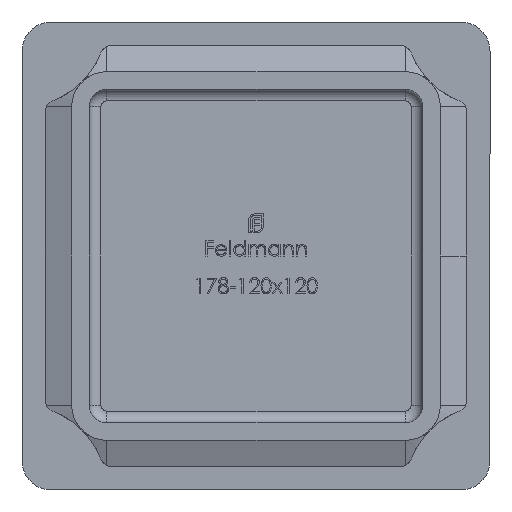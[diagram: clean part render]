
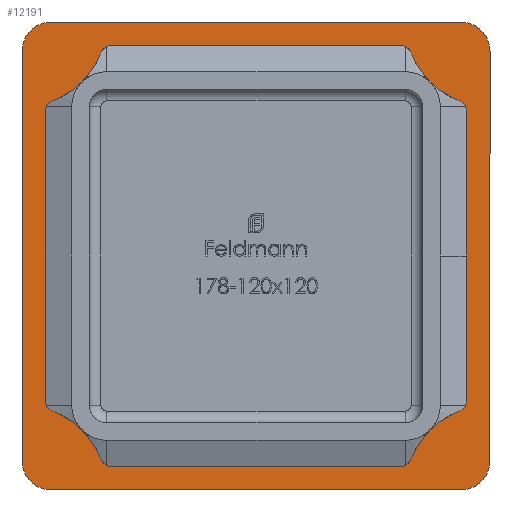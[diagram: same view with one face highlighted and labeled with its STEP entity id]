
A CAD part, front view. The second image highlights one B-rep face of the part: STEP entity #12191.
In plain terms, the highlighted planar face has unit normal (0, -1, 0).
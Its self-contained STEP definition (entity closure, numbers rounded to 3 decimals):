
#64 = CIRCLE ( 'NONE', #9661, 3. ) ;
#87 = EDGE_LOOP ( 'NONE', ( #8318, #13751, #4869, #17257, #1641, #6243, #17477, #7259 ) ) ;
#113 = VERTEX_POINT ( 'NONE', #15750 ) ;
#159 = VECTOR ( 'NONE', #5294, 1000. ) ;
#294 = DIRECTION ( 'NONE',  ( 0., 0., 1. ) ) ;
#416 = CARTESIAN_POINT ( 'NONE',  ( 12.75, 0., -15.75 ) ) ;
#454 = CARTESIAN_POINT ( 'NONE',  ( -17.5, 0., -20. ) ) ;
#1344 = CARTESIAN_POINT ( 'NONE',  ( 0., 0., 0. ) ) ;
#1430 = CIRCLE ( 'NONE', #15766, 3. ) ;
#1509 = EDGE_CURVE ( 'NONE', #7798, #14182, #19263, .T. ) ;
#1550 = CARTESIAN_POINT ( 'NONE',  ( 15.75, 0., -12.75 ) ) ;
#1626 = AXIS2_PLACEMENT_3D ( 'NONE', #16060, #8204, #3688 ) ;
#1641 = ORIENTED_EDGE ( 'NONE', *, *, #12803, .F. ) ;
#1654 = ORIENTED_EDGE ( 'NONE', *, *, #4628, .F. ) ;
#1789 = DIRECTION ( 'NONE',  ( 1., 0., 0. ) ) ;
#2086 = CARTESIAN_POINT ( 'NONE',  ( 20., 0., -20. ) ) ;
#2207 = ORIENTED_EDGE ( 'NONE', *, *, #5235, .F. ) ;
#2731 = VECTOR ( 'NONE', #18360, 1000. ) ;
#3089 = DIRECTION ( 'NONE',  ( 0., 0., 1. ) ) ;
#3095 = CARTESIAN_POINT ( 'NONE',  ( 20., 0., -17.5 ) ) ;
#3246 = CARTESIAN_POINT ( 'NONE',  ( -12.75, 0., 15.75 ) ) ;
#3287 = EDGE_CURVE ( 'NONE', #113, #15957, #10605, .T. ) ;
#3342 = DIRECTION ( 'NONE',  ( 0., -1., 0. ) ) ;
#3384 = ORIENTED_EDGE ( 'NONE', *, *, #3287, .F. ) ;
#3624 = CARTESIAN_POINT ( 'NONE',  ( -15.75, 0., -12.75 ) ) ;
#3688 = DIRECTION ( 'NONE',  ( 0., 0., 1. ) ) ;
#4031 = DIRECTION ( 'NONE',  ( 0., 0., -1. ) ) ;
#4240 = CARTESIAN_POINT ( 'NONE',  ( -20., 0., -20. ) ) ;
#4599 = AXIS2_PLACEMENT_3D ( 'NONE', #4780, #15787, #6346 ) ;
#4628 = EDGE_CURVE ( 'NONE', #9858, #17152, #12864, .T. ) ;
#4716 = CARTESIAN_POINT ( 'NONE',  ( 17.5, 0., -20. ) ) ;
#4733 = LINE ( 'NONE', #2086, #4984 ) ;
#4780 = CARTESIAN_POINT ( 'NONE',  ( 12.75, 0., 12.75 ) ) ;
#4869 = ORIENTED_EDGE ( 'NONE', *, *, #16794, .F. ) ;
#4984 = VECTOR ( 'NONE', #10144, 1000. ) ;
#5185 = VERTEX_POINT ( 'NONE', #3624 ) ;
#5235 = EDGE_CURVE ( 'NONE', #15957, #7506, #64, .T. ) ;
#5294 = DIRECTION ( 'NONE',  ( 0., 0., -1. ) ) ;
#5412 = ORIENTED_EDGE ( 'NONE', *, *, #11589, .F. ) ;
#5648 = VERTEX_POINT ( 'NONE', #1550 ) ;
#5804 = CIRCLE ( 'NONE', #19522, 2.5 ) ;
#5879 = VECTOR ( 'NONE', #11835, 1000. ) ;
#5993 = CARTESIAN_POINT ( 'NONE',  ( 17.5, 0., 20. ) ) ;
#6103 = PLANE ( 'NONE',  #20317 ) ;
#6190 = DIRECTION ( 'NONE',  ( 0., -1., 0. ) ) ;
#6213 = VECTOR ( 'NONE', #12747, 1000. ) ;
#6243 = ORIENTED_EDGE ( 'NONE', *, *, #8558, .T. ) ;
#6346 = DIRECTION ( 'NONE',  ( 0., 0., 1. ) ) ;
#6393 = VECTOR ( 'NONE', #12737, 1000. ) ;
#6785 = DIRECTION ( 'NONE',  ( 0., -1., 0. ) ) ;
#7259 = ORIENTED_EDGE ( 'NONE', *, *, #13120, .T. ) ;
#7506 = VERTEX_POINT ( 'NONE', #13008 ) ;
#7798 = VERTEX_POINT ( 'NONE', #17235 ) ;
#8053 = CARTESIAN_POINT ( 'NONE',  ( -17.5, 0., 20. ) ) ;
#8204 = DIRECTION ( 'NONE',  ( 0., -1., 0. ) ) ;
#8318 = ORIENTED_EDGE ( 'NONE', *, *, #17791, .F. ) ;
#8361 = DIRECTION ( 'NONE',  ( 0., 0., 1. ) ) ;
#8369 = EDGE_CURVE ( 'NONE', #16935, #11918, #17691, .T. ) ;
#8558 = EDGE_CURVE ( 'NONE', #8930, #11918, #10818, .T. ) ;
#8802 = EDGE_CURVE ( 'NONE', #17152, #5648, #1430, .T. ) ;
#8860 = CARTESIAN_POINT ( 'NONE',  ( -20., 0., -20. ) ) ;
#8930 = VERTEX_POINT ( 'NONE', #8053 ) ;
#9006 = VECTOR ( 'NONE', #1789, 1000. ) ;
#9065 = EDGE_CURVE ( 'NONE', #5648, #13073, #14467, .T. ) ;
#9127 = CARTESIAN_POINT ( 'NONE',  ( -17.5, 0., 17.5 ) ) ;
#9305 = VECTOR ( 'NONE', #294, 1000. ) ;
#9383 = LINE ( 'NONE', #4240, #2731 ) ;
#9661 = AXIS2_PLACEMENT_3D ( 'NONE', #13596, #11813, #16624 ) ;
#9733 = LINE ( 'NONE', #17356, #9006 ) ;
#9858 = VERTEX_POINT ( 'NONE', #17773 ) ;
#10144 = DIRECTION ( 'NONE',  ( 0., 0., -1. ) ) ;
#10260 = CIRCLE ( 'NONE', #4599, 3. ) ;
#10357 = ORIENTED_EDGE ( 'NONE', *, *, #9065, .F. ) ;
#10605 = LINE ( 'NONE', #3246, #6393 ) ;
#10646 = DIRECTION ( 'NONE',  ( 0., 0., 1. ) ) ;
#10781 = EDGE_CURVE ( 'NONE', #13073, #113, #10260, .T. ) ;
#10818 = CIRCLE ( 'NONE', #16819, 2.5 ) ;
#11128 = DIRECTION ( 'NONE',  ( 0., 0., 1. ) ) ;
#11589 = EDGE_CURVE ( 'NONE', #7506, #5185, #14689, .T. ) ;
#11632 = EDGE_LOOP ( 'NONE', ( #3384, #14328, #10357, #15334, #1654, #15193, #5412, #2207 ) ) ;
#11813 = DIRECTION ( 'NONE',  ( 0., -1., 0. ) ) ;
#11835 = DIRECTION ( 'NONE',  ( 0., 0., 1. ) ) ;
#11918 = VERTEX_POINT ( 'NONE', #16073 ) ;
#12191 = ADVANCED_FACE ( 'NONE', ( #15670, #14667 ), #6103, .F. ) ;
#12362 = DIRECTION ( 'NONE',  ( 0., 1., 0. ) ) ;
#12737 = DIRECTION ( 'NONE',  ( -1., 0., 0. ) ) ;
#12747 = DIRECTION ( 'NONE',  ( 1., 0., 0. ) ) ;
#12803 = EDGE_CURVE ( 'NONE', #8930, #14182, #9733, .T. ) ;
#12864 = LINE ( 'NONE', #15850, #6213 ) ;
#13008 = CARTESIAN_POINT ( 'NONE',  ( -15.75, 0., 12.75 ) ) ;
#13026 = CARTESIAN_POINT ( 'NONE',  ( 15.75, 0., 12.75 ) ) ;
#13049 = CARTESIAN_POINT ( 'NONE',  ( 17.5, 0., 17.5 ) ) ;
#13073 = VERTEX_POINT ( 'NONE', #16793 ) ;
#13120 = EDGE_CURVE ( 'NONE', #16935, #19326, #5804, .T. ) ;
#13464 = DIRECTION ( 'NONE',  ( 0., -1., 0. ) ) ;
#13596 = CARTESIAN_POINT ( 'NONE',  ( -12.75, 0., 12.75 ) ) ;
#13751 = ORIENTED_EDGE ( 'NONE', *, *, #20121, .T. ) ;
#14182 = VERTEX_POINT ( 'NONE', #5993 ) ;
#14301 = DIRECTION ( 'NONE',  ( 0., 0., 1. ) ) ;
#14328 = ORIENTED_EDGE ( 'NONE', *, *, #10781, .F. ) ;
#14467 = LINE ( 'NONE', #13026, #9305 ) ;
#14489 = AXIS2_PLACEMENT_3D ( 'NONE', #18943, #17463, #14301 ) ;
#14511 = CARTESIAN_POINT ( 'NONE',  ( -15.75, 0., 12.75 ) ) ;
#14667 = FACE_OUTER_BOUND ( 'NONE', #87, .T. ) ;
#14689 = LINE ( 'NONE', #14511, #159 ) ;
#14766 = AXIS2_PLACEMENT_3D ( 'NONE', #13049, #6785, #8361 ) ;
#15193 = ORIENTED_EDGE ( 'NONE', *, *, #15856, .F. ) ;
#15334 = ORIENTED_EDGE ( 'NONE', *, *, #8802, .F. ) ;
#15511 = CIRCLE ( 'NONE', #1626, 2.5 ) ;
#15670 = FACE_BOUND ( 'NONE', #11632, .T. ) ;
#15750 = CARTESIAN_POINT ( 'NONE',  ( 12.75, 0., 15.75 ) ) ;
#15766 = AXIS2_PLACEMENT_3D ( 'NONE', #18016, #13464, #4031 ) ;
#15787 = DIRECTION ( 'NONE',  ( 0., -1., 0. ) ) ;
#15850 = CARTESIAN_POINT ( 'NONE',  ( -12.75, 0., -15.75 ) ) ;
#15856 = EDGE_CURVE ( 'NONE', #5185, #9858, #17072, .T. ) ;
#15957 = VERTEX_POINT ( 'NONE', #17677 ) ;
#16060 = CARTESIAN_POINT ( 'NONE',  ( 17.5, 0., -17.5 ) ) ;
#16073 = CARTESIAN_POINT ( 'NONE',  ( -20., 0., 17.5 ) ) ;
#16624 = DIRECTION ( 'NONE',  ( 0., 0., 1. ) ) ;
#16793 = CARTESIAN_POINT ( 'NONE',  ( 15.75, 0., 12.75 ) ) ;
#16794 = EDGE_CURVE ( 'NONE', #7798, #20060, #4733, .T. ) ;
#16819 = AXIS2_PLACEMENT_3D ( 'NONE', #9127, #3342, #11128 ) ;
#16935 = VERTEX_POINT ( 'NONE', #20059 ) ;
#17072 = CIRCLE ( 'NONE', #14489, 3. ) ;
#17152 = VERTEX_POINT ( 'NONE', #416 ) ;
#17235 = CARTESIAN_POINT ( 'NONE',  ( 20., 0., 17.5 ) ) ;
#17257 = ORIENTED_EDGE ( 'NONE', *, *, #1509, .T. ) ;
#17356 = CARTESIAN_POINT ( 'NONE',  ( -20., 0., 20. ) ) ;
#17463 = DIRECTION ( 'NONE',  ( 0., -1., 0. ) ) ;
#17477 = ORIENTED_EDGE ( 'NONE', *, *, #8369, .F. ) ;
#17677 = CARTESIAN_POINT ( 'NONE',  ( -12.75, 0., 15.75 ) ) ;
#17691 = LINE ( 'NONE', #8860, #5879 ) ;
#17773 = CARTESIAN_POINT ( 'NONE',  ( -12.75, 0., -15.75 ) ) ;
#17791 = EDGE_CURVE ( 'NONE', #19744, #19326, #9383, .T. ) ;
#18016 = CARTESIAN_POINT ( 'NONE',  ( 12.75, 0., -12.75 ) ) ;
#18360 = DIRECTION ( 'NONE',  ( -1., 0., 0. ) ) ;
#18943 = CARTESIAN_POINT ( 'NONE',  ( -12.75, 0., -12.75 ) ) ;
#19263 = CIRCLE ( 'NONE', #14766, 2.5 ) ;
#19326 = VERTEX_POINT ( 'NONE', #454 ) ;
#19522 = AXIS2_PLACEMENT_3D ( 'NONE', #20253, #6190, #3089 ) ;
#19744 = VERTEX_POINT ( 'NONE', #4716 ) ;
#20059 = CARTESIAN_POINT ( 'NONE',  ( -20., 0., -17.5 ) ) ;
#20060 = VERTEX_POINT ( 'NONE', #3095 ) ;
#20121 = EDGE_CURVE ( 'NONE', #19744, #20060, #15511, .T. ) ;
#20253 = CARTESIAN_POINT ( 'NONE',  ( -17.5, 0., -17.5 ) ) ;
#20317 = AXIS2_PLACEMENT_3D ( 'NONE', #1344, #12362, #10646 ) ;
